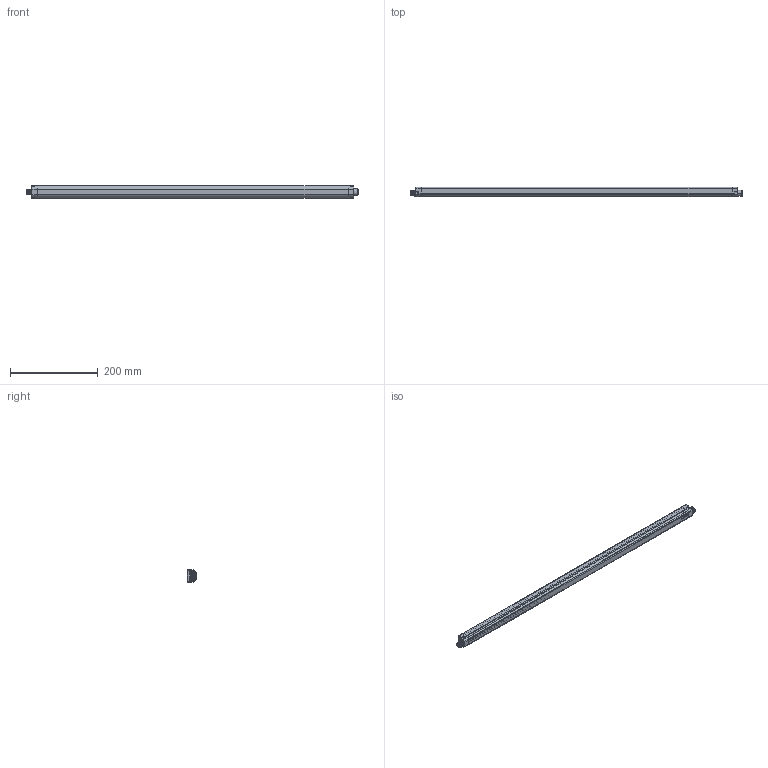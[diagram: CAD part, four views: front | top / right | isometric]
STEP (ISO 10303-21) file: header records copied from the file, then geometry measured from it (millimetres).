
FILE_DESCRIPTION((''),'2;1');
FILE_NAME('157902_SW','2012-12-12T',('banengservice'),('BANNER ENGINEERING'),'PRO/ENGINEER BY PARAMETRIC TECHNOLOGY CORPORATION, 2009141','PRO/ENGINEER BY PARAMETRIC TECHNOLOGY CORPORATION, 2009141','');
FILE_SCHEMA(('CONFIG_CONTROL_DESIGN'));
Length unit declared in the file: inch
Products named in the file (1): 157902_SW
Bounding box: 757 x 20.99 x 28 mm (x, y, z)
Volume: 166119.5 mm3; surface area: 187679 mm2
Topology: 1 solids, 1 shells, 1018 faces, 2691 edges, 1659 vertices
Faces by surface type: plane 331, cylinder 331, cone 152, bspline 106, torus 78, sphere 20
Entity records: 46232 total; most frequent: CARTESIAN_POINT 21055, ORIENTED_EDGE 5366, DIRECTION 5328, EDGE_CURVE 2683, AXIS2_PLACEMENT_3D 2040, VERTEX_POINT 1659, VECTOR 1248, LINE 1248
